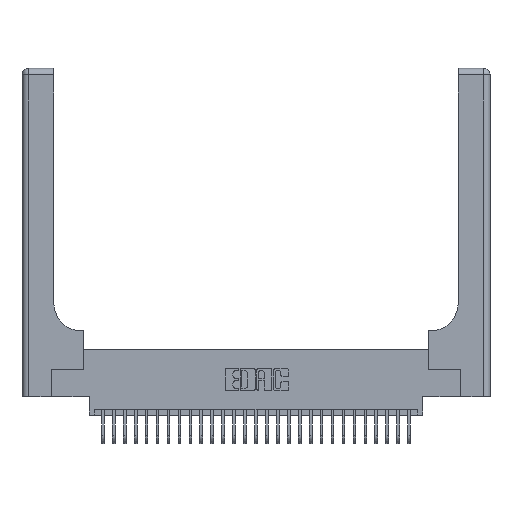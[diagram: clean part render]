
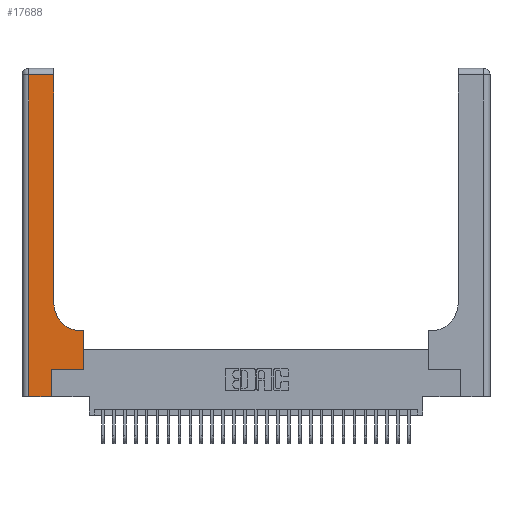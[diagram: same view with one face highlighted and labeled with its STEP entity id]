
A CAD part, top view. The second image highlights one B-rep face of the part: STEP entity #17688.
In plain terms, the highlighted planar face has unit normal (0, 0, 1).
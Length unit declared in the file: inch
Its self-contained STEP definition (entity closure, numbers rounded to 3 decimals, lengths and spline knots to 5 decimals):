
#193 = DIRECTION ( 'NONE',  ( 0., 0., -1. ) ) ;
#300 = LINE ( 'NONE', #1086, #13458 ) ;
#512 = ORIENTED_EDGE ( 'NONE', *, *, #23288, .T. ) ;
#735 = DIRECTION ( 'NONE',  ( 0., 1., 0. ) ) ;
#1086 = CARTESIAN_POINT ( 'NONE',  ( 0.5585, 0.25, 0.37 ) ) ;
#2074 = ORIENTED_EDGE ( 'NONE', *, *, #29728, .T. ) ;
#2354 = VERTEX_POINT ( 'NONE', #5222 ) ;
#2551 = CARTESIAN_POINT ( 'NONE',  ( 0., 3., 0.37 ) ) ;
#3031 = EDGE_CURVE ( 'NONE', #30600, #21651, #25830, .T. ) ;
#3742 = DIRECTION ( 'NONE',  ( 0., 0., -1. ) ) ;
#5222 = CARTESIAN_POINT ( 'NONE',  ( 0.5585, 0.6, 0.37 ) ) ;
#5390 = VECTOR ( 'NONE', #21612, 39.37008 ) ;
#5590 = VERTEX_POINT ( 'NONE', #12215 ) ;
#6854 = CARTESIAN_POINT ( 'NONE',  ( 0.2915, 0.6, 0.37 ) ) ;
#7312 = CARTESIAN_POINT ( 'NONE',  ( 0.2915, 2.94, 0.37 ) ) ;
#7749 = EDGE_CURVE ( 'NONE', #5590, #30600, #25949, .T. ) ;
#8560 = LINE ( 'NONE', #19065, #15106 ) ;
#8601 = CARTESIAN_POINT ( 'NONE',  ( 0.2915, 0.85, 0.37 ) ) ;
#8680 = ORIENTED_EDGE ( 'NONE', *, *, #17367, .T. ) ;
#9044 = VERTEX_POINT ( 'NONE', #8601 ) ;
#9190 = VERTEX_POINT ( 'NONE', #18890 ) ;
#11035 = VECTOR ( 'NONE', #24834, 39.37008 ) ;
#12116 = CARTESIAN_POINT ( 'NONE',  ( 0.5585, 0.25, 0.37 ) ) ;
#12215 = CARTESIAN_POINT ( 'NONE',  ( 0.06, 2.94, 0.37 ) ) ;
#12682 = LINE ( 'NONE', #6854, #5390 ) ;
#13458 = VECTOR ( 'NONE', #15886, 39.37008 ) ;
#14065 = VERTEX_POINT ( 'NONE', #7312 ) ;
#14481 = EDGE_LOOP ( 'NONE', ( #21272, #16372, #24276, #30583, #512, #2074, #8680, #15217, #16001 ) ) ;
#14680 = DIRECTION ( 'NONE',  ( -1., 0., 0. ) ) ;
#14996 = CARTESIAN_POINT ( 'NONE',  ( 0., 0., 0.37 ) ) ;
#15106 = VECTOR ( 'NONE', #21473, 39.37008 ) ;
#15217 = ORIENTED_EDGE ( 'NONE', *, *, #16954, .T. ) ;
#15542 = CARTESIAN_POINT ( 'NONE',  ( 0.269, 0., 0.37 ) ) ;
#15698 = EDGE_CURVE ( 'NONE', #14065, #5590, #26064, .T. ) ;
#15700 = CARTESIAN_POINT ( 'NONE',  ( 0.06, 0., 0.37 ) ) ;
#15886 = DIRECTION ( 'NONE',  ( 0., 1., 0. ) ) ;
#16001 = ORIENTED_EDGE ( 'NONE', *, *, #22244, .T. ) ;
#16372 = ORIENTED_EDGE ( 'NONE', *, *, #15698, .T. ) ;
#16954 = EDGE_CURVE ( 'NONE', #2354, #28510, #12682, .T. ) ;
#17198 = AXIS2_PLACEMENT_3D ( 'NONE', #18496, #3742, #20899 ) ;
#17320 = FACE_OUTER_BOUND ( 'NONE', #14481, .T. ) ;
#17367 = EDGE_CURVE ( 'NONE', #30298, #2354, #300, .T. ) ;
#17499 = DIRECTION ( 'NONE',  ( -1., 0., 0. ) ) ;
#17688 = ADVANCED_FACE ( 'NONE', ( #17320 ), #29376, .F. ) ;
#18496 = CARTESIAN_POINT ( 'NONE',  ( 0.5415, 0.85, 0.37 ) ) ;
#18890 = CARTESIAN_POINT ( 'NONE',  ( 0.269, 0.25, 0.37 ) ) ;
#19065 = CARTESIAN_POINT ( 'NONE',  ( 0.269, 0.25, 0.37 ) ) ;
#20309 = VECTOR ( 'NONE', #23149, 39.37008 ) ;
#20430 = VECTOR ( 'NONE', #14680, 39.37008 ) ;
#20731 = CARTESIAN_POINT ( 'NONE',  ( 0.06, 3., 0.37 ) ) ;
#20899 = DIRECTION ( 'NONE',  ( 1., 0., 0. ) ) ;
#20962 = LINE ( 'NONE', #15542, #27302 ) ;
#21272 = ORIENTED_EDGE ( 'NONE', *, *, #23184, .T. ) ;
#21473 = DIRECTION ( 'NONE',  ( 1., 0., 0. ) ) ;
#21612 = DIRECTION ( 'NONE',  ( -1., 0., 0. ) ) ;
#21651 = VERTEX_POINT ( 'NONE', #27511 ) ;
#21862 = CARTESIAN_POINT ( 'NONE',  ( 0.2915, 3., 0.37 ) ) ;
#22244 = EDGE_CURVE ( 'NONE', #28510, #9044, #24034, .T. ) ;
#22273 = DIRECTION ( 'NONE',  ( 1., 0., 0. ) ) ;
#23149 = DIRECTION ( 'NONE',  ( 0., -1., 0. ) ) ;
#23184 = EDGE_CURVE ( 'NONE', #9044, #14065, #23980, .T. ) ;
#23288 = EDGE_CURVE ( 'NONE', #21651, #9190, #20962, .T. ) ;
#23980 = LINE ( 'NONE', #21862, #11035 ) ;
#24034 = CIRCLE ( 'NONE', #17198, 0.25 ) ;
#24276 = ORIENTED_EDGE ( 'NONE', *, *, #7749, .T. ) ;
#24834 = DIRECTION ( 'NONE',  ( 0., 1., 0. ) ) ;
#25073 = VECTOR ( 'NONE', #22273, 39.37008 ) ;
#25565 = AXIS2_PLACEMENT_3D ( 'NONE', #2551, #193, #17499 ) ;
#25830 = LINE ( 'NONE', #14996, #25073 ) ;
#25949 = LINE ( 'NONE', #20731, #20309 ) ;
#26064 = LINE ( 'NONE', #31427, #20430 ) ;
#27302 = VECTOR ( 'NONE', #735, 39.37008 ) ;
#27511 = CARTESIAN_POINT ( 'NONE',  ( 0.269, 0., 0.37 ) ) ;
#28510 = VERTEX_POINT ( 'NONE', #29336 ) ;
#29336 = CARTESIAN_POINT ( 'NONE',  ( 0.5415, 0.6, 0.37 ) ) ;
#29376 = PLANE ( 'NONE',  #25565 ) ;
#29728 = EDGE_CURVE ( 'NONE', #9190, #30298, #8560, .T. ) ;
#30298 = VERTEX_POINT ( 'NONE', #12116 ) ;
#30583 = ORIENTED_EDGE ( 'NONE', *, *, #3031, .T. ) ;
#30600 = VERTEX_POINT ( 'NONE', #15700 ) ;
#31427 = CARTESIAN_POINT ( 'NONE',  ( 0., 2.94, 0.37 ) ) ;
